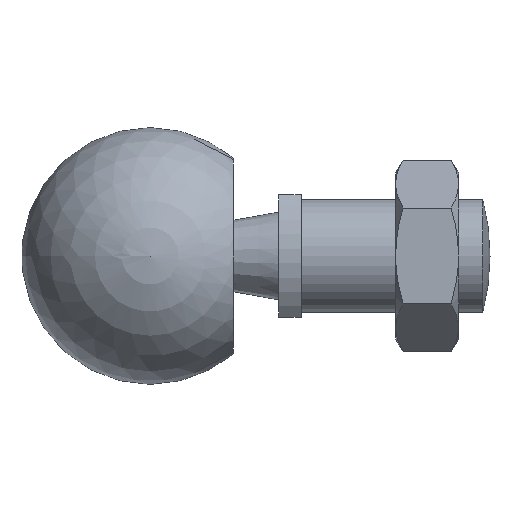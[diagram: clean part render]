
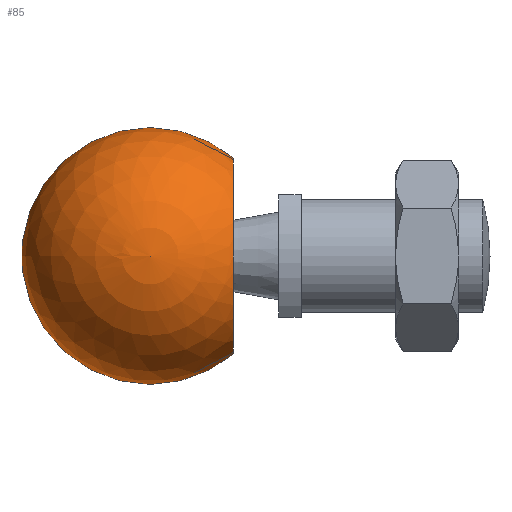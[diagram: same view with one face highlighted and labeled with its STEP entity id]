
A CAD part, left-side view. The second image highlights one B-rep face of the part: STEP entity #85.
In plain terms, the highlighted spherical face has radius 13.6 mm.
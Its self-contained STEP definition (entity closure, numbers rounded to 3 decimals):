
#85 = ADVANCED_FACE( '', ( #205, #206, #207 ), #208, .T. );
#205 = FACE_BOUND( '', #380, .T. );
#206 = FACE_OUTER_BOUND( '', #381, .T. );
#207 = FACE_BOUND( '', #382, .T. );
#208 = SPHERICAL_SURFACE( '', #383, 13.6 );
#380 = VERTEX_LOOP( '', #576 );
#381 = EDGE_LOOP( '', ( #577 ) );
#382 = EDGE_LOOP( '', ( #578 ) );
#383 = AXIS2_PLACEMENT_3D( '', #579, #580, #581 );
#576 = VERTEX_POINT( '', #897 );
#577 = ORIENTED_EDGE( '', *, *, #898, .F. );
#578 = ORIENTED_EDGE( '', *, *, #899, .T. );
#579 = CARTESIAN_POINT( '', ( 0., 0., 0. ) );
#580 = DIRECTION( '', ( 1., 0., 0. ) );
#581 = DIRECTION( '', ( 0., 1., 0. ) );
#897 = CARTESIAN_POINT( '', ( -13.6, 0., 0. ) );
#898 = EDGE_CURVE( '', #1043, #1043, #1044, .T. );
#899 = EDGE_CURVE( '', #1045, #1045, #1046, .F. );
#1043 = VERTEX_POINT( '', #1286 );
#1044 = CIRCLE( '', #1287, 8.589 );
#1045 = VERTEX_POINT( '', #1288 );
#1046 = CIRCLE( '', #1289, 10.369 );
#1286 = CARTESIAN_POINT( '', ( 10.544, 0., -8.589 ) );
#1287 = AXIS2_PLACEMENT_3D( '', #1519, #1520, #1521 );
#1288 = CARTESIAN_POINT( '', ( 0., -8.8, -10.369 ) );
#1289 = AXIS2_PLACEMENT_3D( '', #1522, #1523, #1524 );
#1519 = CARTESIAN_POINT( '', ( 10.544, 0., 0. ) );
#1520 = DIRECTION( '', ( 1., 0., 0. ) );
#1521 = DIRECTION( '', ( 0., 0., -1. ) );
#1522 = CARTESIAN_POINT( '', ( 0., -8.8, 0. ) );
#1523 = DIRECTION( '', ( 0., -1., 0. ) );
#1524 = DIRECTION( '', ( 0., 0., -1. ) );
